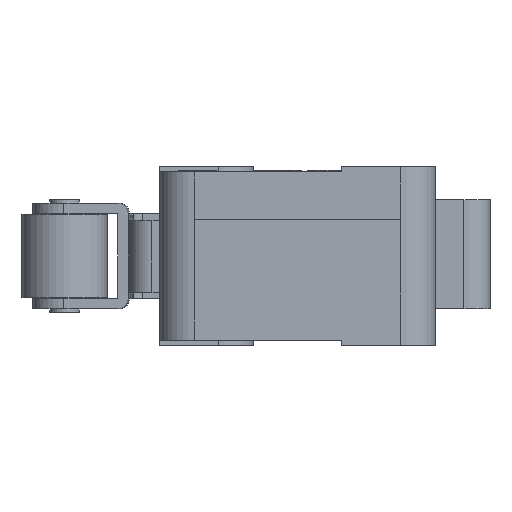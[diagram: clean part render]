
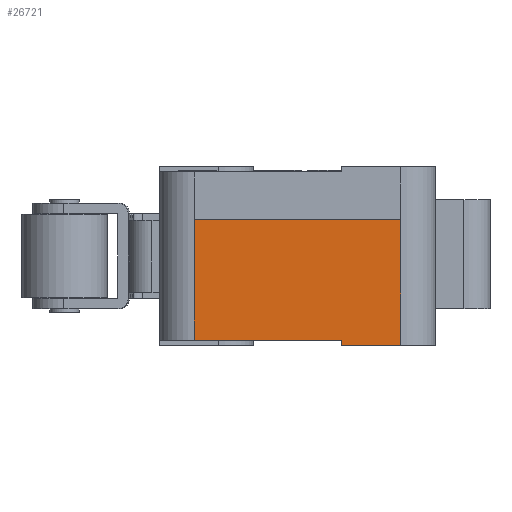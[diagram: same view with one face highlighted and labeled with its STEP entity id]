
A CAD part, left-side view. The second image highlights one B-rep face of the part: STEP entity #26721.
In plain terms, the highlighted planar face has unit normal (-1, 0, 0).
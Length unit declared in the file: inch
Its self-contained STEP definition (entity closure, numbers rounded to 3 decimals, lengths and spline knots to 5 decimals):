
#17106=CARTESIAN_POINT('',(-1.1378,0.25295,0.28543));
#17107=VERTEX_POINT('',#17106);
#17132=CARTESIAN_POINT('',(-1.1378,0.25295,0.01181));
#17133=VERTEX_POINT('',#17132);
#17141=CARTESIAN_POINT('',(-1.1378,0.25295,0.01181));
#17142=DIRECTION('',(0.0,0.0,1.0));
#17143=VECTOR('',#17142,0.27362);
#17144=LINE('',#17141,#17143);
#17145=EDGE_CURVE('',#17133,#17107,#17144,.T.);
#17177=CARTESIAN_POINT('',(-1.1378,-0.21555,0.28543));
#17178=VERTEX_POINT('',#17177);
#17179=CARTESIAN_POINT('',(-1.1378,-0.21555,0.28543));
#17180=DIRECTION('',(0.0,1.0,0.0));
#17181=VECTOR('',#17180,0.4685);
#17182=LINE('',#17179,#17181);
#17183=EDGE_CURVE('',#17178,#17107,#17182,.T.);
#17240=CARTESIAN_POINT('',(-1.1378,-0.21555,0.0));
#17241=VERTEX_POINT('',#17240);
#17242=CARTESIAN_POINT('',(-1.1378,-0.21555,0.0));
#17243=DIRECTION('',(0.0,0.0,1.0));
#17244=VECTOR('',#17243,0.28543);
#17245=LINE('',#17242,#17244);
#17246=EDGE_CURVE('',#17241,#17178,#17245,.T.);
#26327=CARTESIAN_POINT('',(-1.1378,-0.08169,0.01181));
#26328=VERTEX_POINT('',#26327);
#26336=CARTESIAN_POINT('',(-1.1378,-0.08169,0.0));
#26337=VERTEX_POINT('',#26336);
#26344=CARTESIAN_POINT('',(-1.1378,-0.08169,0.01181));
#26345=DIRECTION('',(0.0,0.0,-1.0));
#26346=VECTOR('',#26345,0.01181);
#26347=LINE('',#26344,#26346);
#26348=EDGE_CURVE('',#26328,#26337,#26347,.T.);
#26384=CARTESIAN_POINT('',(-1.1378,0.25295,0.01181));
#26385=DIRECTION('',(0.0,-1.0,0.0));
#26386=VECTOR('',#26385,0.33465);
#26387=LINE('',#26384,#26386);
#26388=EDGE_CURVE('',#17133,#26328,#26387,.T.);
#26456=CARTESIAN_POINT('',(-1.1378,-0.21555,0.0));
#26457=DIRECTION('',(0.0,1.0,0.0));
#26458=VECTOR('',#26457,0.13386);
#26459=LINE('',#26456,#26458);
#26460=EDGE_CURVE('',#17241,#26337,#26459,.T.);
#26708=CARTESIAN_POINT('',(-1.1378,-0.23898,-0.01427));
#26709=DIRECTION('',(-1.0,0.0,0.0));
#26710=DIRECTION('',(0.0,0.0,1.0));
#26711=AXIS2_PLACEMENT_3D('',#26708,#26709,#26710);
#26712=PLANE('',#26711);
#26713=ORIENTED_EDGE('',*,*,#17183,.T.);
#26714=ORIENTED_EDGE('',*,*,#17145,.F.);
#26715=ORIENTED_EDGE('',*,*,#26388,.T.);
#26716=ORIENTED_EDGE('',*,*,#26348,.T.);
#26717=ORIENTED_EDGE('',*,*,#26460,.F.);
#26718=ORIENTED_EDGE('',*,*,#17246,.T.);
#26719=EDGE_LOOP('',(#26713,#26714,#26715,#26716,#26717,#26718));
#26720=FACE_OUTER_BOUND('',#26719,.T.);
#26721=ADVANCED_FACE('',(#26720),#26712,.T.);
